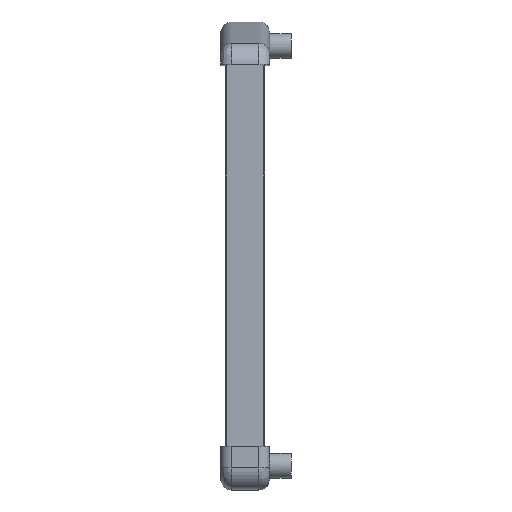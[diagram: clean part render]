
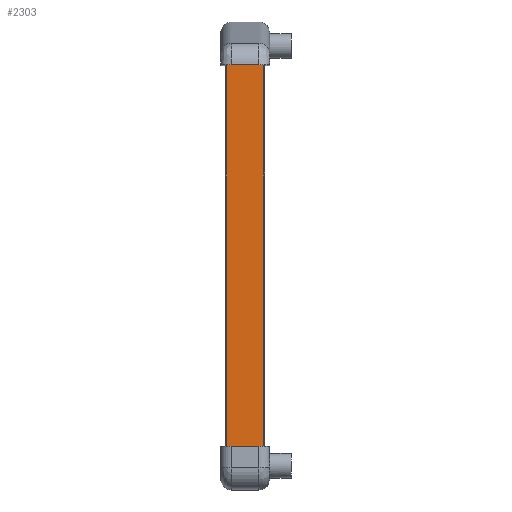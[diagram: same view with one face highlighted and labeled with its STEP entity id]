
A CAD part, top view. The second image highlights one B-rep face of the part: STEP entity #2303.
In plain terms, the highlighted planar face has unit normal (0, 0, 1).
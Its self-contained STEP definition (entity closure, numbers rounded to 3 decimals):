
#30=PLANE('',#2458);
#136=FACE_OUTER_BOUND('',#265,.T.);
#265=EDGE_LOOP('',(#1566,#1567,#1568,#1569));
#567=LINE('',#3417,#772);
#571=LINE('',#3460,#776);
#572=LINE('',#3464,#777);
#573=LINE('',#3465,#778);
#772=VECTOR('',#2703,0.816);
#776=VECTOR('',#2729,0.816);
#777=VECTOR('',#2736,0.816);
#778=VECTOR('',#2737,0.816);
#978=VERTEX_POINT('',#3414);
#979=VERTEX_POINT('',#3416);
#988=VERTEX_POINT('',#3458);
#989=VERTEX_POINT('',#3459);
#1203=EDGE_CURVE('',#978,#979,#567,.T.);
#1214=EDGE_CURVE('',#988,#989,#571,.T.);
#1217=EDGE_CURVE('',#989,#979,#572,.T.);
#1218=EDGE_CURVE('',#978,#988,#573,.F.);
#1566=ORIENTED_EDGE('',*,*,#1217,.T.);
#1567=ORIENTED_EDGE('',*,*,#1203,.F.);
#1568=ORIENTED_EDGE('',*,*,#1218,.T.);
#1569=ORIENTED_EDGE('',*,*,#1214,.T.);
#2303=ADVANCED_FACE('',(#136),#30,.F.);
#2458=AXIS2_PLACEMENT_3D('',#3463,#2734,#2735);
#2703=DIRECTION('',(0.,1.,0.));
#2729=DIRECTION('',(0.,1.,0.));
#2734=DIRECTION('center_axis',(0.,0.,-1.));
#2735=DIRECTION('ref_axis',(-1.,0.,0.));
#2736=DIRECTION('',(-1.,0.,0.));
#2737=DIRECTION('',(-1.,0.,0.));
#3414=CARTESIAN_POINT('',(4.487,32.632,-10.361));
#3416=CARTESIAN_POINT('',(4.487,318.158,-10.361));
#3417=CARTESIAN_POINT('',(4.487,192.185,-10.361));
#3458=CARTESIAN_POINT('',(32.224,32.632,-10.361));
#3459=CARTESIAN_POINT('',(32.224,318.158,-10.361));
#3460=CARTESIAN_POINT('',(32.224,192.185,-10.361));
#3463=CARTESIAN_POINT('Origin',(32.224,32.632,-10.361));
#3464=CARTESIAN_POINT('',(18.355,318.158,-10.361));
#3465=CARTESIAN_POINT('',(18.355,32.632,-10.361));
